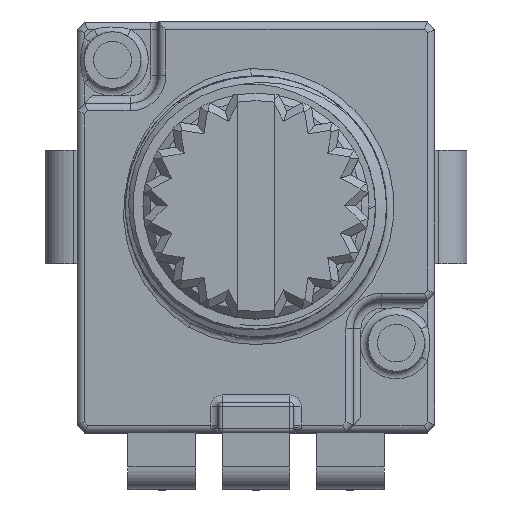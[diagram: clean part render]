
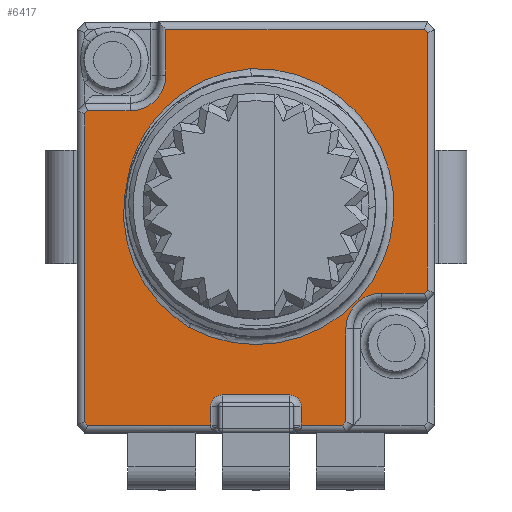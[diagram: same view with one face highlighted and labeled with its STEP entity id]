
A CAD part, top view. The second image highlights one B-rep face of the part: STEP entity #6417.
In plain terms, the highlighted face is planar.
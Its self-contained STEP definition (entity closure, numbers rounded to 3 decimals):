
#90=FACE_BOUND('',#1114,.T.);
#198=CIRCLE('',#6850,0.3);
#202=CIRCLE('',#6856,0.3);
#232=CIRCLE('',#6923,0.95);
#233=CIRCLE('',#6924,0.95);
#234=CIRCLE('',#6925,3.664);
#438=B_SPLINE_CURVE_WITH_KNOTS('',3,(#10630,#10631,#10632,#10633,#10634),
 .UNSPECIFIED.,.F.,.F.,(4,1,4),(-0.734,-0.469,-0.27),
 .UNSPECIFIED.);
#441=B_SPLINE_CURVE_WITH_KNOTS('',3,(#10691,#10692,#10693,#10694,#10695,
#10696),.UNSPECIFIED.,.F.,.F.,(4,1,1,4),(-0.978,-0.838,
-0.559,-0.514),.UNSPECIFIED.);
#719=FACE_OUTER_BOUND('',#1113,.T.);
#1113=EDGE_LOOP('',(#4501,#4502,#4503,#4504,#4505,#4506,#4507,#4508,#4509,
#4510,#4511,#4512,#4513,#4514,#4515,#4516,#4517,#4518,#4519,#4520,#4521));
#1114=EDGE_LOOP('',(#4522,#4523,#4524));
#1493=LINE('',#10233,#2064);
#1495=LINE('',#10245,#2066);
#1497=LINE('',#10257,#2068);
#1533=LINE('',#10659,#2104);
#1534=LINE('',#10661,#2105);
#1535=LINE('',#10663,#2106);
#1536=LINE('',#10667,#2107);
#1537=LINE('',#10669,#2108);
#1538=LINE('',#10671,#2109);
#1539=LINE('',#10673,#2110);
#1540=LINE('',#10675,#2111);
#1541=LINE('',#10677,#2112);
#1542=LINE('',#10681,#2113);
#1543=LINE('',#10683,#2114);
#1544=LINE('',#10685,#2115);
#1545=LINE('',#10687,#2116);
#1546=LINE('',#10688,#2117);
#2064=VECTOR('',#7636,10.);
#2066=VECTOR('',#7650,10.);
#2068=VECTOR('',#7664,10.);
#2104=VECTOR('',#7826,10.);
#2105=VECTOR('',#7827,10.);
#2106=VECTOR('',#7828,10.);
#2107=VECTOR('',#7831,10.);
#2108=VECTOR('',#7832,10.);
#2109=VECTOR('',#7833,10.);
#2110=VECTOR('',#7834,10.);
#2111=VECTOR('',#7835,10.);
#2112=VECTOR('',#7836,10.);
#2113=VECTOR('',#7839,10.);
#2114=VECTOR('',#7840,10.);
#2115=VECTOR('',#7841,10.);
#2116=VECTOR('',#7842,10.);
#2117=VECTOR('',#7843,10.);
#2660=VERTEX_POINT('',#10225);
#2662=VERTEX_POINT('',#10231);
#2664=VERTEX_POINT('',#10237);
#2666=VERTEX_POINT('',#10243);
#2668=VERTEX_POINT('',#10249);
#2670=VERTEX_POINT('',#10255);
#2721=VERTEX_POINT('',#10611);
#2723=VERTEX_POINT('',#10629);
#2725=VERTEX_POINT('',#10658);
#2726=VERTEX_POINT('',#10660);
#2727=VERTEX_POINT('',#10662);
#2728=VERTEX_POINT('',#10664);
#2729=VERTEX_POINT('',#10666);
#2730=VERTEX_POINT('',#10668);
#2731=VERTEX_POINT('',#10670);
#2732=VERTEX_POINT('',#10672);
#2733=VERTEX_POINT('',#10674);
#2734=VERTEX_POINT('',#10676);
#2735=VERTEX_POINT('',#10678);
#2736=VERTEX_POINT('',#10680);
#2737=VERTEX_POINT('',#10682);
#2738=VERTEX_POINT('',#10684);
#2739=VERTEX_POINT('',#10686);
#2740=VERTEX_POINT('',#10689);
#3297=EDGE_CURVE('',#2662,#2660,#1493,.T.);
#3300=EDGE_CURVE('',#2664,#2662,#198,.T.);
#3303=EDGE_CURVE('',#2666,#2664,#1495,.T.);
#3306=EDGE_CURVE('',#2668,#2666,#202,.T.);
#3309=EDGE_CURVE('',#2670,#2668,#1497,.T.);
#3393=EDGE_CURVE('',#2721,#2723,#438,.T.);
#3396=EDGE_CURVE('',#2725,#2670,#1533,.T.);
#3397=EDGE_CURVE('',#2726,#2725,#1534,.T.);
#3398=EDGE_CURVE('',#2727,#2726,#1535,.T.);
#3399=EDGE_CURVE('',#2728,#2727,#232,.T.);
#3400=EDGE_CURVE('',#2729,#2728,#1536,.T.);
#3401=EDGE_CURVE('',#2730,#2729,#1537,.T.);
#3402=EDGE_CURVE('',#2731,#2730,#1538,.T.);
#3403=EDGE_CURVE('',#2732,#2731,#1539,.T.);
#3404=EDGE_CURVE('',#2733,#2732,#1540,.T.);
#3405=EDGE_CURVE('',#2734,#2733,#1541,.T.);
#3406=EDGE_CURVE('',#2735,#2734,#233,.T.);
#3407=EDGE_CURVE('',#2736,#2735,#1542,.T.);
#3408=EDGE_CURVE('',#2737,#2736,#1543,.T.);
#3409=EDGE_CURVE('',#2738,#2737,#1544,.T.);
#3410=EDGE_CURVE('',#2739,#2738,#1545,.T.);
#3411=EDGE_CURVE('',#2660,#2739,#1546,.T.);
#3412=EDGE_CURVE('',#2723,#2740,#234,.T.);
#3413=EDGE_CURVE('',#2740,#2721,#441,.T.);
#4501=ORIENTED_EDGE('',*,*,#3309,.F.);
#4502=ORIENTED_EDGE('',*,*,#3396,.F.);
#4503=ORIENTED_EDGE('',*,*,#3397,.F.);
#4504=ORIENTED_EDGE('',*,*,#3398,.F.);
#4505=ORIENTED_EDGE('',*,*,#3399,.F.);
#4506=ORIENTED_EDGE('',*,*,#3400,.F.);
#4507=ORIENTED_EDGE('',*,*,#3401,.F.);
#4508=ORIENTED_EDGE('',*,*,#3402,.F.);
#4509=ORIENTED_EDGE('',*,*,#3403,.F.);
#4510=ORIENTED_EDGE('',*,*,#3404,.F.);
#4511=ORIENTED_EDGE('',*,*,#3405,.F.);
#4512=ORIENTED_EDGE('',*,*,#3406,.F.);
#4513=ORIENTED_EDGE('',*,*,#3407,.F.);
#4514=ORIENTED_EDGE('',*,*,#3408,.F.);
#4515=ORIENTED_EDGE('',*,*,#3409,.F.);
#4516=ORIENTED_EDGE('',*,*,#3410,.F.);
#4517=ORIENTED_EDGE('',*,*,#3411,.F.);
#4518=ORIENTED_EDGE('',*,*,#3297,.F.);
#4519=ORIENTED_EDGE('',*,*,#3300,.F.);
#4520=ORIENTED_EDGE('',*,*,#3303,.F.);
#4521=ORIENTED_EDGE('',*,*,#3306,.F.);
#4522=ORIENTED_EDGE('',*,*,#3412,.F.);
#4523=ORIENTED_EDGE('',*,*,#3393,.F.);
#4524=ORIENTED_EDGE('',*,*,#3413,.F.);
#6135=PLANE('',#6922);
#6417=ADVANCED_FACE('',(#719,#90),#6135,.T.);
#6850=AXIS2_PLACEMENT_3D('',#10239,#7642,#7643);
#6856=AXIS2_PLACEMENT_3D('',#10251,#7656,#7657);
#6922=AXIS2_PLACEMENT_3D('',#10657,#7824,#7825);
#6923=AXIS2_PLACEMENT_3D('',#10665,#7829,#7830);
#6924=AXIS2_PLACEMENT_3D('',#10679,#7837,#7838);
#6925=AXIS2_PLACEMENT_3D('',#10690,#7844,#7845);
#7636=DIRECTION('',(0.,0.,1.));
#7642=DIRECTION('center_axis',(0.,1.,0.));
#7643=DIRECTION('ref_axis',(-0.707,0.,-0.707));
#7650=DIRECTION('',(-1.,0.,0.));
#7656=DIRECTION('center_axis',(0.,1.,0.));
#7657=DIRECTION('ref_axis',(0.707,0.,-0.707));
#7664=DIRECTION('',(0.,0.,-1.));
#7824=DIRECTION('center_axis',(0.,1.,0.));
#7825=DIRECTION('ref_axis',(0.,0.,1.));
#7826=DIRECTION('',(-1.,0.,0.));
#7827=DIRECTION('',(-0.707,0.,0.707));
#7828=DIRECTION('',(0.,0.,1.));
#7829=DIRECTION('center_axis',(0.,1.,0.));
#7830=DIRECTION('ref_axis',(-0.707,0.,-0.707));
#7831=DIRECTION('',(-1.,0.,0.));
#7832=DIRECTION('',(-0.707,0.,0.707));
#7833=DIRECTION('',(0.,0.,1.));
#7834=DIRECTION('',(0.707,0.,0.707));
#7835=DIRECTION('',(1.,0.,0.));
#7836=DIRECTION('',(0.,0.,-1.));
#7837=DIRECTION('center_axis',(0.,1.,0.));
#7838=DIRECTION('ref_axis',(0.707,0.,0.707));
#7839=DIRECTION('',(1.,0.,0.));
#7840=DIRECTION('',(0.707,0.,-0.707));
#7841=DIRECTION('',(0.,0.,-1.));
#7842=DIRECTION('',(-0.707,0.,-0.707));
#7843=DIRECTION('',(-1.,0.,0.));
#7844=DIRECTION('center_axis',(0.,1.,0.));
#7845=DIRECTION('ref_axis',(-0.924,0.,0.383));
#10225=CARTESIAN_POINT('',(-1.2,2.9,5.8));
#10231=CARTESIAN_POINT('',(-1.2,2.9,5.3));
#10233=CARTESIAN_POINT('',(-1.2,2.9,2.875));
#10237=CARTESIAN_POINT('',(-0.9,2.9,5.));
#10239=CARTESIAN_POINT('Origin',(-0.9,2.9,5.3));
#10243=CARTESIAN_POINT('',(0.9,2.9,5.));
#10245=CARTESIAN_POINT('',(0.5,2.9,5.));
#10249=CARTESIAN_POINT('',(1.2,2.9,5.3));
#10251=CARTESIAN_POINT('Origin',(0.9,2.9,5.3));
#10255=CARTESIAN_POINT('',(1.2,2.9,5.8));
#10257=CARTESIAN_POINT('',(1.2,2.9,3.275));
#10611=CARTESIAN_POINT('',(-3.388,2.9,-0.813));
#10629=CARTESIAN_POINT('',(-1.786,2.9,3.199));
#10630=CARTESIAN_POINT('Ctrl Pts',(-3.388,2.9,-0.813));
#10631=CARTESIAN_POINT('Ctrl Pts',(-3.628,2.9,0.037));
#10632=CARTESIAN_POINT('Ctrl Pts',(-3.453,2.9,1.681));
#10633=CARTESIAN_POINT('Ctrl Pts',(-2.352,2.9,2.854));
#10634=CARTESIAN_POINT('Ctrl Pts',(-1.786,2.9,3.199));
#10657=CARTESIAN_POINT('Origin',(0.,2.9,0.55));
#10658=CARTESIAN_POINT('',(2.304,2.9,5.8));
#10659=CARTESIAN_POINT('',(-2.375,2.9,5.8));
#10660=CARTESIAN_POINT('',(2.386,2.9,5.717));
#10661=CARTESIAN_POINT('',(3.061,2.9,5.043));
#10662=CARTESIAN_POINT('',(2.386,2.9,3.248));
#10663=CARTESIAN_POINT('',(2.386,2.9,3.275));
#10664=CARTESIAN_POINT('',(3.336,2.9,2.298));
#10665=CARTESIAN_POINT('Origin',(3.336,2.9,3.248));
#10666=CARTESIAN_POINT('',(4.467,2.9,2.298));
#10667=CARTESIAN_POINT('',(1.668,2.9,2.298));
#10668=CARTESIAN_POINT('',(4.55,2.9,2.216));
#10669=CARTESIAN_POINT('',(3.808,2.9,2.957));
#10670=CARTESIAN_POINT('',(4.55,2.9,-4.617));
#10671=CARTESIAN_POINT('',(4.55,2.9,3.025));
#10672=CARTESIAN_POINT('',(4.467,2.9,-4.7));
#10673=CARTESIAN_POINT('',(4.684,2.9,-4.484));
#10674=CARTESIAN_POINT('',(-2.394,2.9,-4.7));
#10675=CARTESIAN_POINT('',(2.375,2.9,-4.7));
#10676=CARTESIAN_POINT('',(-2.394,2.9,-3.491));
#10677=CARTESIAN_POINT('',(-2.394,2.9,-2.175));
#10678=CARTESIAN_POINT('',(-3.344,2.9,-2.541));
#10679=CARTESIAN_POINT('Origin',(-3.344,2.9,-3.491));
#10680=CARTESIAN_POINT('',(-4.467,2.9,-2.541));
#10681=CARTESIAN_POINT('',(-1.672,2.9,-2.541));
#10682=CARTESIAN_POINT('',(-4.55,2.9,-2.458));
#10683=CARTESIAN_POINT('',(-4.144,2.9,-2.865));
#10684=CARTESIAN_POINT('',(-4.55,2.9,5.717));
#10685=CARTESIAN_POINT('',(-4.55,2.9,-2.175));
#10686=CARTESIAN_POINT('',(-4.467,2.9,5.8));
#10687=CARTESIAN_POINT('',(-4.684,2.9,5.584));
#10688=CARTESIAN_POINT('',(-2.375,2.9,5.8));
#10689=CARTESIAN_POINT('',(-0.139,2.9,-3.661));
#10690=CARTESIAN_POINT('Origin',(0.,2.9,0.));
#10691=CARTESIAN_POINT('Ctrl Pts',(-0.139,2.9,-3.66));
#10692=CARTESIAN_POINT('Ctrl Pts',(-0.603,2.9,
-3.625));
#10693=CARTESIAN_POINT('Ctrl Pts',(-1.979,2.9,-3.258));
#10694=CARTESIAN_POINT('Ctrl Pts',(-3.086,2.9,-2.008));
#10695=CARTESIAN_POINT('Ctrl Pts',(-3.36,2.9,-0.961));
#10696=CARTESIAN_POINT('Ctrl Pts',(-3.388,2.9,-0.813));
